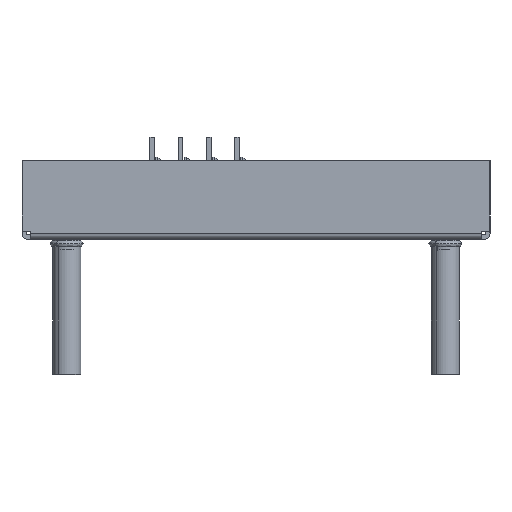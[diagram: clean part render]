
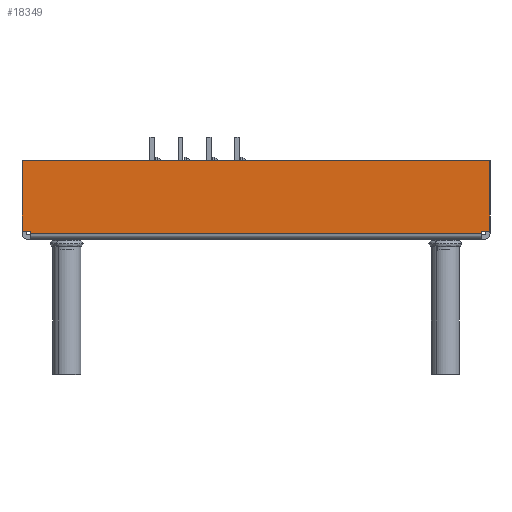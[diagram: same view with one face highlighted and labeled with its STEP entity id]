
A CAD part, left-side view. The second image highlights one B-rep face of the part: STEP entity #18349.
In plain terms, the highlighted planar face has unit normal (-1, 0, 0).
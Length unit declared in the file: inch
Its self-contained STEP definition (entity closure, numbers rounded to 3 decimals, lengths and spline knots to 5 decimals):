
#40 = CARTESIAN_POINT ( 'NONE',  ( -3.91732, -3.91732, 0. ) ) ;
#553 = EDGE_CURVE ( 'NONE', #14786, #23936, #20820, .T. ) ;
#910 = ORIENTED_EDGE ( 'NONE', *, *, #1481, .F. ) ;
#1097 = CARTESIAN_POINT ( 'NONE',  ( -3.91732, 3.77559, -1.17717 ) ) ;
#1353 = CARTESIAN_POINT ( 'NONE',  ( -3.91732, 3.91732, -1.24016 ) ) ;
#1399 = DIRECTION ( 'NONE',  ( 0., 0., 1. ) ) ;
#1481 = EDGE_CURVE ( 'NONE', #22137, #18836, #11131, .T. ) ;
#1596 = LINE ( 'NONE', #1353, #10869 ) ;
#1602 = VERTEX_POINT ( 'NONE', #6983 ) ;
#1650 = LINE ( 'NONE', #40, #15861 ) ;
#1905 = DIRECTION ( 'NONE',  ( 0., 1., 0. ) ) ;
#3201 = PLANE ( 'NONE',  #13365 ) ;
#3233 = DIRECTION ( 'NONE',  ( 0., 0., -1. ) ) ;
#3759 = LINE ( 'NONE', #4902, #8679 ) ;
#4315 = DIRECTION ( 'NONE',  ( 0., 1., 0. ) ) ;
#4561 = CARTESIAN_POINT ( 'NONE',  ( -3.91732, -3.91732, -1.17717 ) ) ;
#4902 = CARTESIAN_POINT ( 'NONE',  ( -3.91732, -3.91732, -1.17717 ) ) ;
#6089 = DIRECTION ( 'NONE',  ( 0., 0., 1. ) ) ;
#6202 = VECTOR ( 'NONE', #21506, 39.37008 ) ;
#6246 = ORIENTED_EDGE ( 'NONE', *, *, #21972, .T. ) ;
#6295 = EDGE_CURVE ( 'NONE', #22137, #1602, #1650, .T. ) ;
#6455 = LINE ( 'NONE', #19279, #16322 ) ;
#6983 = CARTESIAN_POINT ( 'NONE',  ( -3.91732, 3.91732, 0. ) ) ;
#7008 = CARTESIAN_POINT ( 'NONE',  ( -3.91732, -3.91732, -1.17717 ) ) ;
#7815 = ORIENTED_EDGE ( 'NONE', *, *, #17101, .F. ) ;
#8039 = ORIENTED_EDGE ( 'NONE', *, *, #15423, .T. ) ;
#8127 = CARTESIAN_POINT ( 'NONE',  ( -3.91732, -3.77559, -1.21654 ) ) ;
#8525 = EDGE_CURVE ( 'NONE', #10274, #18836, #3759, .T. ) ;
#8538 = CARTESIAN_POINT ( 'NONE',  ( -3.91732, -3.77559, -1.17717 ) ) ;
#8679 = VECTOR ( 'NONE', #15978, 39.37008 ) ;
#9525 = ORIENTED_EDGE ( 'NONE', *, *, #553, .T. ) ;
#9878 = DIRECTION ( 'NONE',  ( 0., 0., -1. ) ) ;
#9908 = LINE ( 'NONE', #15393, #19778 ) ;
#10274 = VERTEX_POINT ( 'NONE', #8538 ) ;
#10869 = VECTOR ( 'NONE', #3233, 39.37008 ) ;
#10956 = VECTOR ( 'NONE', #12513, 39.37008 ) ;
#11131 = LINE ( 'NONE', #12158, #6202 ) ;
#11936 = ORIENTED_EDGE ( 'NONE', *, *, #22841, .T. ) ;
#11955 = ORIENTED_EDGE ( 'NONE', *, *, #8525, .T. ) ;
#12158 = CARTESIAN_POINT ( 'NONE',  ( -3.91732, -3.91732, -1.24016 ) ) ;
#12481 = DIRECTION ( 'NONE',  ( -1., 0., 0. ) ) ;
#12513 = DIRECTION ( 'NONE',  ( 0., -1., 0. ) ) ;
#13365 = AXIS2_PLACEMENT_3D ( 'NONE', #23612, #12481, #1399 ) ;
#14433 = FACE_OUTER_BOUND ( 'NONE', #20502, .T. ) ;
#14778 = LINE ( 'NONE', #19044, #19719 ) ;
#14786 = VERTEX_POINT ( 'NONE', #16623 ) ;
#15393 = CARTESIAN_POINT ( 'NONE',  ( -3.91732, 3.77559, -1.3189 ) ) ;
#15423 = EDGE_CURVE ( 'NONE', #23936, #21726, #9908, .T. ) ;
#15861 = VECTOR ( 'NONE', #1905, 39.37008 ) ;
#15978 = DIRECTION ( 'NONE',  ( 0., -1., 0. ) ) ;
#16015 = VERTEX_POINT ( 'NONE', #8127 ) ;
#16322 = VECTOR ( 'NONE', #4315, 39.37008 ) ;
#16623 = CARTESIAN_POINT ( 'NONE',  ( -3.91732, 3.91732, -1.17717 ) ) ;
#17101 = EDGE_CURVE ( 'NONE', #16015, #21726, #6455, .T. ) ;
#17837 = ORIENTED_EDGE ( 'NONE', *, *, #6295, .T. ) ;
#18349 = ADVANCED_FACE ( 'NONE', ( #14433 ), #3201, .T. ) ;
#18606 = CARTESIAN_POINT ( 'NONE',  ( -3.91732, -3.91732, 0. ) ) ;
#18836 = VERTEX_POINT ( 'NONE', #4561 ) ;
#19044 = CARTESIAN_POINT ( 'NONE',  ( -3.91732, -3.77559, -1.3189 ) ) ;
#19103 = CARTESIAN_POINT ( 'NONE',  ( -3.91732, 3.77559, -1.21654 ) ) ;
#19279 = CARTESIAN_POINT ( 'NONE',  ( -3.91732, 18.19454, -1.21654 ) ) ;
#19719 = VECTOR ( 'NONE', #6089, 39.37008 ) ;
#19778 = VECTOR ( 'NONE', #9878, 39.37008 ) ;
#20502 = EDGE_LOOP ( 'NONE', ( #9525, #8039, #7815, #11936, #11955, #910, #17837, #6246 ) ) ;
#20820 = LINE ( 'NONE', #7008, #10956 ) ;
#21506 = DIRECTION ( 'NONE',  ( 0., 0., -1. ) ) ;
#21726 = VERTEX_POINT ( 'NONE', #19103 ) ;
#21972 = EDGE_CURVE ( 'NONE', #1602, #14786, #1596, .T. ) ;
#22137 = VERTEX_POINT ( 'NONE', #18606 ) ;
#22841 = EDGE_CURVE ( 'NONE', #16015, #10274, #14778, .T. ) ;
#23612 = CARTESIAN_POINT ( 'NONE',  ( -3.91732, -3.91732, -1.3189 ) ) ;
#23936 = VERTEX_POINT ( 'NONE', #1097 ) ;
